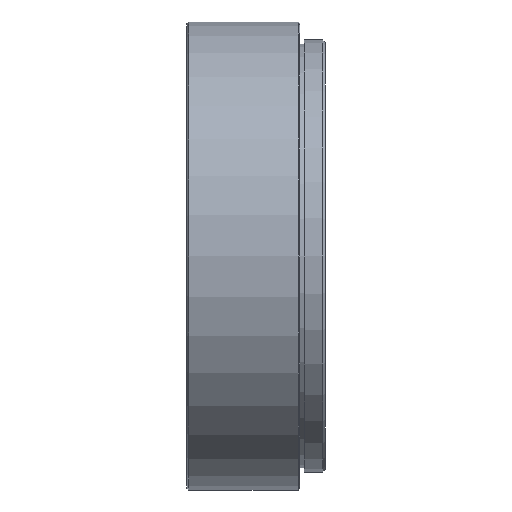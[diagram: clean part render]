
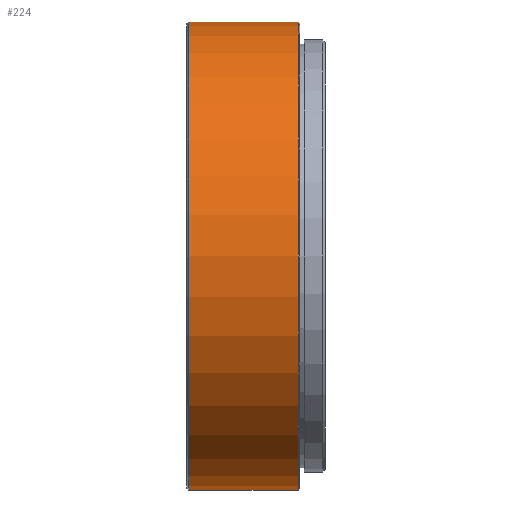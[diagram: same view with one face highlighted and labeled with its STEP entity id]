
A CAD part, front view. The second image highlights one B-rep face of the part: STEP entity #224.
In plain terms, the highlighted cylindrical face has radius 27.95 mm (diameter 55.9 mm), a partial arc.
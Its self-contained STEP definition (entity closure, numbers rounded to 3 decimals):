
#22 = DIRECTION ( 'NONE',  ( -1., 0., 0. ) ) ;
#107 = VECTOR ( 'NONE', #1343, 1000. ) ;
#125 = CARTESIAN_POINT ( 'NONE',  ( 3.526, -20.109, -27.95 ) ) ;
#160 = CIRCLE ( 'NONE', #1200, 27.95 ) ;
#224 = ADVANCED_FACE ( 'NONE', ( #809 ), #604, .T. ) ;
#238 = EDGE_CURVE ( 'NONE', #790, #360, #160, .T. ) ;
#279 = DIRECTION ( 'NONE',  ( 0., 0., 1. ) ) ;
#360 = VERTEX_POINT ( 'NONE', #968 ) ;
#393 = DIRECTION ( 'NONE',  ( -1., 0., 0. ) ) ;
#398 = CIRCLE ( 'NONE', #606, 27.95 ) ;
#422 = VECTOR ( 'NONE', #393, 1000. ) ;
#512 = EDGE_CURVE ( 'NONE', #1398, #360, #1488, .T. ) ;
#522 = DIRECTION ( 'NONE',  ( 0., 0., 1. ) ) ;
#547 = CARTESIAN_POINT ( 'NONE',  ( 3.526, -20.109, 0. ) ) ;
#604 = CYLINDRICAL_SURFACE ( 'NONE', #1429, 27.95 ) ;
#606 = AXIS2_PLACEMENT_3D ( 'NONE', #899, #1559, #1428 ) ;
#649 = ORIENTED_EDGE ( 'NONE', *, *, #512, .F. ) ;
#790 = VERTEX_POINT ( 'NONE', #1347 ) ;
#806 = DIRECTION ( 'NONE',  ( 1., 0., 0. ) ) ;
#809 = FACE_OUTER_BOUND ( 'NONE', #1217, .T. ) ;
#867 = ORIENTED_EDGE ( 'NONE', *, *, #1113, .T. ) ;
#899 = CARTESIAN_POINT ( 'NONE',  ( 3.326, -20.109, 0. ) ) ;
#949 = ORIENTED_EDGE ( 'NONE', *, *, #238, .T. ) ;
#968 = CARTESIAN_POINT ( 'NONE',  ( -9.774, -20.109, -27.95 ) ) ;
#1043 = VERTEX_POINT ( 'NONE', #1134 ) ;
#1110 = ORIENTED_EDGE ( 'NONE', *, *, #1631, .T. ) ;
#1113 = EDGE_CURVE ( 'NONE', #1398, #1043, #398, .T. ) ;
#1134 = CARTESIAN_POINT ( 'NONE',  ( 3.326, -20.109, 27.95 ) ) ;
#1146 = CARTESIAN_POINT ( 'NONE',  ( 3.326, -20.109, -27.95 ) ) ;
#1184 = LINE ( 'NONE', #1192, #107 ) ;
#1192 = CARTESIAN_POINT ( 'NONE',  ( 3.526, -20.109, 27.95 ) ) ;
#1200 = AXIS2_PLACEMENT_3D ( 'NONE', #1588, #806, #522 ) ;
#1217 = EDGE_LOOP ( 'NONE', ( #649, #867, #1110, #949 ) ) ;
#1343 = DIRECTION ( 'NONE',  ( -1., 0., 0. ) ) ;
#1347 = CARTESIAN_POINT ( 'NONE',  ( -9.774, -20.109, 27.95 ) ) ;
#1398 = VERTEX_POINT ( 'NONE', #1146 ) ;
#1428 = DIRECTION ( 'NONE',  ( 0., 0., -1. ) ) ;
#1429 = AXIS2_PLACEMENT_3D ( 'NONE', #547, #22, #279 ) ;
#1488 = LINE ( 'NONE', #125, #422 ) ;
#1559 = DIRECTION ( 'NONE',  ( -1., 0., 0. ) ) ;
#1588 = CARTESIAN_POINT ( 'NONE',  ( -9.774, -20.109, 0. ) ) ;
#1631 = EDGE_CURVE ( 'NONE', #1043, #790, #1184, .T. ) ;
